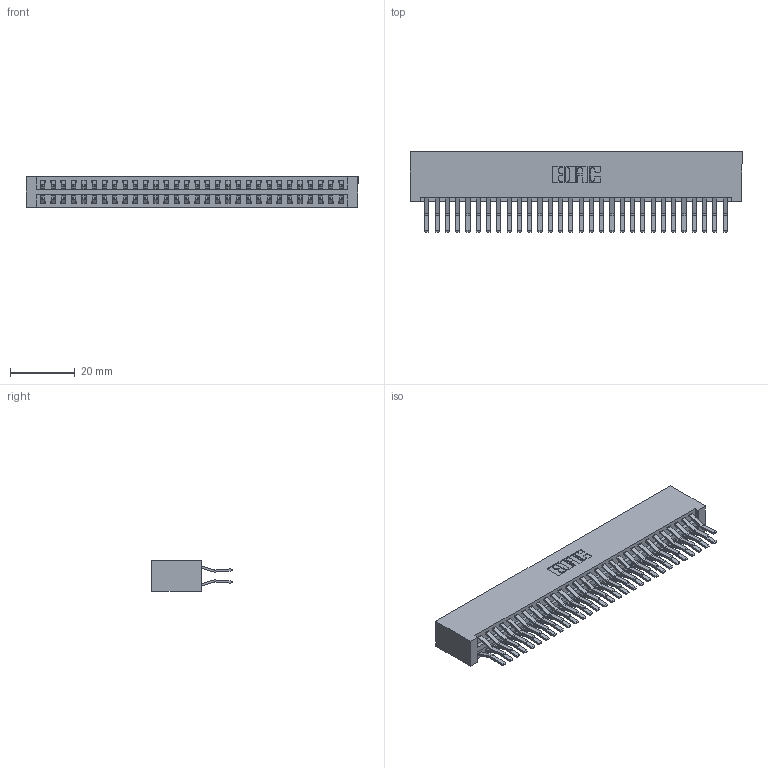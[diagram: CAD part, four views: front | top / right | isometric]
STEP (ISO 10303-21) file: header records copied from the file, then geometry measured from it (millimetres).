
FILE_DESCRIPTION (( 'STEP AP203' ), '1' );
FILE_NAME ('396-060-560-201.STEP', '2019-10-30T16:52:52', ( '' ), ( '' ), 'SwSTEP 2.0', 'SolidWorks 2016', '' );
FILE_SCHEMA (( 'CONFIG_CONTROL_DESIGN' ));
Length unit declared in the file: inch
Products named in the file (3): 345-292-001_560 Tail; 346 Part_No Mounting Lugs; 396-060-560-201
Assembly tree (61 placements, depth 2):
  396-060-560-201
    346 Part_No Mounting Lugs
    345-292-001_560 Tail  x60
Bounding box: 102.49 x 24.78 x 9.4 mm (x, y, z)
Volume: 10867.3 mm3; surface area: 15961.7 mm2
Topology: 61 solids, 61 shells, 3354 faces, 9965 edges, 6562 vertices
Faces by surface type: plane 2172, cylinder 1182
Entity records: 21005 total; most frequent: CARTESIAN_POINT 3476, ORIENTED_EDGE 3410, DIRECTION 3113, EDGE_CURVE 1705, LINE 1457, VECTOR 1457, VERTEX_POINT 1134, AXIS2_PLACEMENT_3D 828
